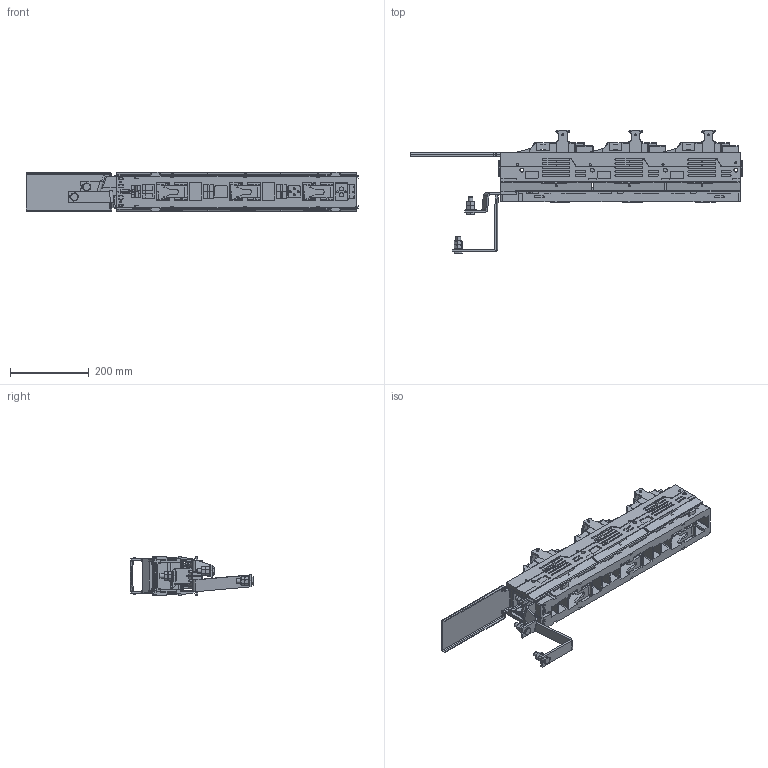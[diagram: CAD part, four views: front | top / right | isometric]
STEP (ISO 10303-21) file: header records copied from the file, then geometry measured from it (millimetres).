
FILE_DESCRIPTION (( 'STEP AP203' ), '1' );
FILE_NAME ('ARS 3-1-T 630A Ó.STEP', '2022-10-14T18:14:20', ( '' ), ( '' ), 'SwSTEP 2.0', 'SolidWorks 2018', '' );
FILE_SCHEMA (( 'CONFIG_CONTROL_DESIGN' ));
Length unit declared in the file: millimetre
Products named in the file (1): ARS 3-1-T 630A Ó
Bounding box: 842.5 x 313.34 x 99.55 mm (x, y, z)
Surface area: 914295.9 mm2 (no closed solid volume)
Topology: 0 solids, 74 shells, 2259 faces, 8880 edges, 6508 vertices
Faces by surface type: plane 1294, cylinder 730, bspline 81, cone 61, sphere 59, torus 34
Entity records: 102908 total; most frequent: CARTESIAN_POINT 30253, DIRECTION 14659, ORIENTED_EDGE 13797, EDGE_CURVE 8861, VERTEX_POINT 6508, LINE 6321, VECTOR 6321, AXIS2_PLACEMENT_3D 4169
